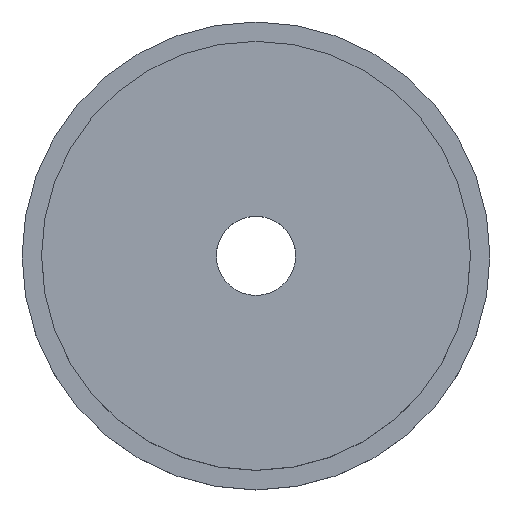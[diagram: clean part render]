
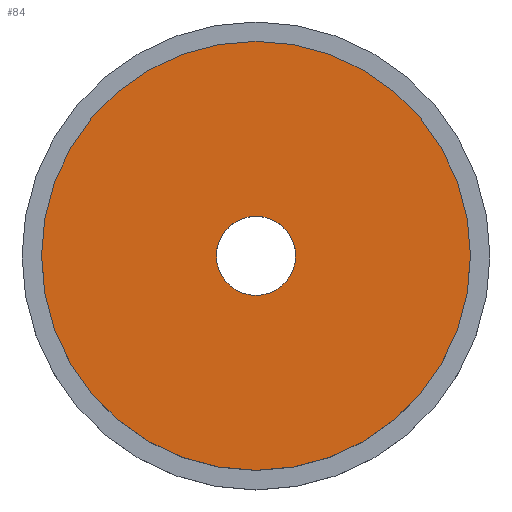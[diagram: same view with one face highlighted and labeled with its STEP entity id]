
A CAD part, top view. The second image highlights one B-rep face of the part: STEP entity #84.
In plain terms, the highlighted planar face has unit normal (0, 0, 1).
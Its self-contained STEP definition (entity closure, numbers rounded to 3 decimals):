
#24=FACE_BOUND('',#34,.T.);
#27=FACE_OUTER_BOUND('',#33,.T.);
#33=EDGE_LOOP('',(#63));
#34=EDGE_LOOP('',(#64));
#42=CIRCLE('',#105,34.925);
#43=CIRCLE('',#106,6.45);
#48=VERTEX_POINT('',#147);
#49=VERTEX_POINT('',#149);
#54=EDGE_CURVE('',#48,#48,#42,.T.);
#55=EDGE_CURVE('',#49,#49,#43,.T.);
#63=ORIENTED_EDGE('',*,*,#54,.T.);
#64=ORIENTED_EDGE('',*,*,#55,.T.);
#81=PLANE('',#104);
#84=ADVANCED_FACE('',(#27,#24),#81,.T.);
#104=AXIS2_PLACEMENT_3D('',#146,#118,#119);
#105=AXIS2_PLACEMENT_3D('',#148,#120,#121);
#106=AXIS2_PLACEMENT_3D('',#150,#122,#123);
#118=DIRECTION('center_axis',(0.,0.,1.));
#119=DIRECTION('ref_axis',(-1.,0.,0.));
#120=DIRECTION('center_axis',(0.,0.,1.));
#121=DIRECTION('ref_axis',(-1.,0.,0.));
#122=DIRECTION('center_axis',(0.,0.,-1.));
#123=DIRECTION('ref_axis',(-1.,0.,0.));
#146=CARTESIAN_POINT('Origin',(0.,0.,20.));
#147=CARTESIAN_POINT('',(34.925,0.,20.));
#148=CARTESIAN_POINT('Origin',(0.,0.,20.));
#149=CARTESIAN_POINT('',(6.45,0.,20.));
#150=CARTESIAN_POINT('Origin',(0.,0.,20.));
